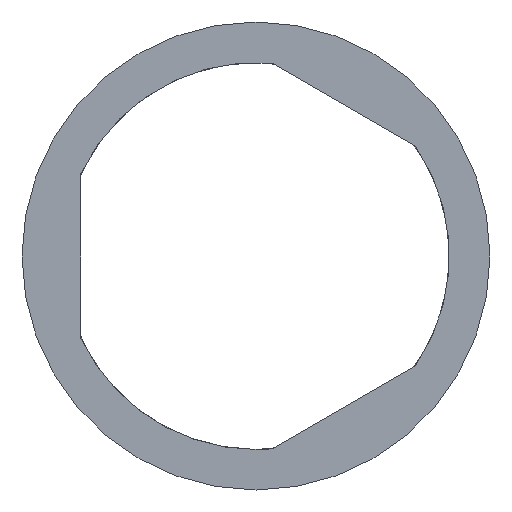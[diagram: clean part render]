
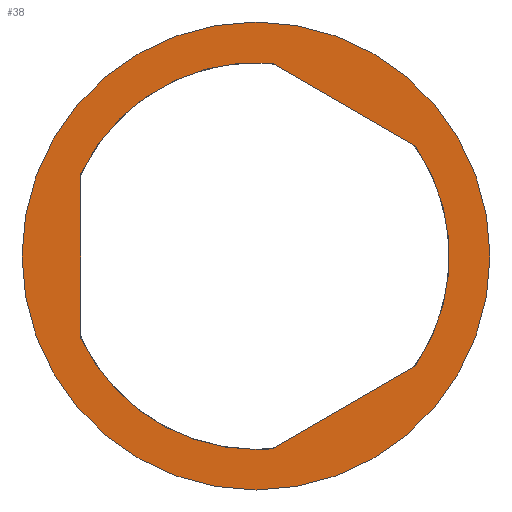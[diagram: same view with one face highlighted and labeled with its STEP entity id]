
A CAD part, front view. The second image highlights one B-rep face of the part: STEP entity #38.
In plain terms, the highlighted planar face has unit normal (0, -1, 0).
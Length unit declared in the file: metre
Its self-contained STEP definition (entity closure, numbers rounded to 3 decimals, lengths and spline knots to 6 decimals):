
#38 = ADVANCED_FACE( 'NONE', ( #78, #79 ), #80, .T. );
#78 = FACE_OUTER_BOUND( '', #119, .T. );
#79 = FACE_BOUND( '', #120, .T. );
#80 = PLANE( '', #121 );
#119 = EDGE_LOOP( '', ( #159 ) );
#120 = EDGE_LOOP( '', ( #160, #161, #162, #163, #164, #165 ) );
#121 = AXIS2_PLACEMENT_3D( '', #166, #167, #168 );
#159 = ORIENTED_EDGE( '', *, *, #232, .T. );
#160 = ORIENTED_EDGE( '', *, *, #235, .F. );
#161 = ORIENTED_EDGE( '', *, *, #236, .F. );
#162 = ORIENTED_EDGE( '', *, *, #237, .F. );
#163 = ORIENTED_EDGE( '', *, *, #238, .F. );
#164 = ORIENTED_EDGE( '', *, *, #239, .F. );
#165 = ORIENTED_EDGE( '', *, *, #240, .F. );
#166 = CARTESIAN_POINT( '', ( 0.0105, 0., 0. ) );
#167 = DIRECTION( '', ( 0., -1., 0. ) );
#168 = DIRECTION( '', ( 0., 0., -1. ) );
#232 = EDGE_CURVE( 'NONE', #265, #265, #266, .T. );
#235 = EDGE_CURVE( 'NONE', #270, #271, #272, .T. );
#236 = EDGE_CURVE( 'NONE', #273, #270, #274, .T. );
#237 = EDGE_CURVE( 'NONE', #275, #273, #276, .T. );
#238 = EDGE_CURVE( 'NONE', #277, #275, #278, .T. );
#239 = EDGE_CURVE( 'NONE', #279, #277, #280, .T. );
#240 = EDGE_CURVE( 'NONE', #271, #279, #281, .T. );
#265 = VERTEX_POINT( '', #322 );
#266 = CIRCLE( '', #323, 0.0127 );
#270 = VERTEX_POINT( 'NONE', #327 );
#271 = VERTEX_POINT( 'NONE', #328 );
#272 = CIRCLE( '', #329, 0.0105 );
#273 = VERTEX_POINT( 'NONE', #330 );
#274 = LINE( '', #331, #332 );
#275 = VERTEX_POINT( 'NONE', #333 );
#276 = CIRCLE( '', #334, 0.0105 );
#277 = VERTEX_POINT( 'NONE', #335 );
#278 = LINE( '', #336, #337 );
#279 = VERTEX_POINT( 'NONE', #338 );
#280 = CIRCLE( '', #339, 0.0105 );
#281 = LINE( '', #340, #341 );
#322 = CARTESIAN_POINT( '', ( 0., 0., -0.0127 ) );
#323 = AXIS2_PLACEMENT_3D( '', #394, #395, #396 );
#327 = CARTESIAN_POINT( '', ( -0.0095, 0., -0.004472 ) );
#328 = CARTESIAN_POINT( '', ( 0.000877, 0., -0.010463 ) );
#329 = AXIS2_PLACEMENT_3D( '', #400, #401, #402 );
#330 = CARTESIAN_POINT( '', ( -0.0095, 0., 0.004472 ) );
#331 = CARTESIAN_POINT( '', ( -0.0095, 0., -0.004472 ) );
#332 = VECTOR( '', #403, 1. );
#333 = CARTESIAN_POINT( '', ( 0.000877, 0., 0.010463 ) );
#334 = AXIS2_PLACEMENT_3D( '', #404, #405, #406 );
#335 = CARTESIAN_POINT( '', ( 0.008623, 0., 0.005991 ) );
#336 = CARTESIAN_POINT( '', ( 0.000877, 0., 0.010463 ) );
#337 = VECTOR( '', #407, 1. );
#338 = CARTESIAN_POINT( '', ( 0.008623, 0., -0.005991 ) );
#339 = AXIS2_PLACEMENT_3D( '', #408, #409, #410 );
#340 = CARTESIAN_POINT( '', ( 0.008623, 0., -0.005991 ) );
#341 = VECTOR( '', #411, 1. );
#394 = CARTESIAN_POINT( '', ( 0., 0., 0. ) );
#395 = DIRECTION( '', ( 0., -1., 0. ) );
#396 = DIRECTION( '', ( 0., 0., -1. ) );
#400 = CARTESIAN_POINT( '', ( 0., 0., 0. ) );
#401 = DIRECTION( '', ( 0., -1., 0. ) );
#402 = DIRECTION( '', ( 0., 0., -1. ) );
#403 = DIRECTION( '', ( 0., 0., -1. ) );
#404 = CARTESIAN_POINT( '', ( 0., 0., 0. ) );
#405 = DIRECTION( '', ( 0., -1., 0. ) );
#406 = DIRECTION( '', ( 0., 0., -1. ) );
#407 = DIRECTION( '', ( -0.866, 0., 0.5 ) );
#408 = CARTESIAN_POINT( '', ( 0., 0., 0. ) );
#409 = DIRECTION( '', ( 0., -1., 0. ) );
#410 = DIRECTION( '', ( 0., 0., -1. ) );
#411 = DIRECTION( '', ( 0.866, 0., 0.5 ) );
